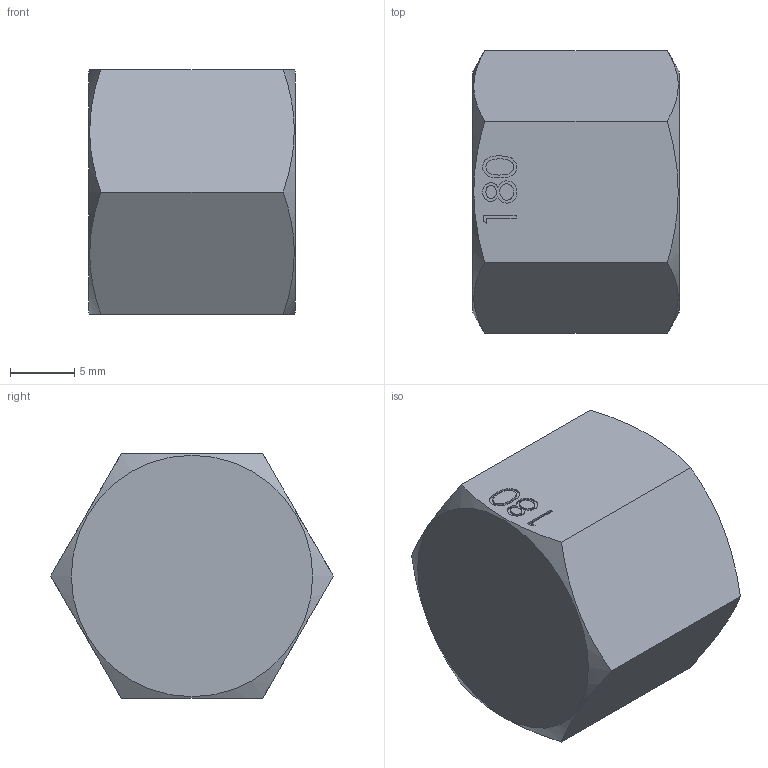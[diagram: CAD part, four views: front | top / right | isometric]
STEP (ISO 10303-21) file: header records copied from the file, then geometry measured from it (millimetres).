
FILE_DESCRIPTION (( 'STEP AP203' ), '1' );
FILE_NAME ('CAP-180BR-P.STEP', '2025-08-19T18:06:51', ( '' ), ( '' ), 'SwSTEP 2.0', 'SolidWorks 2018', '' );
FILE_SCHEMA (( 'CONFIG_CONTROL_DESIGN' ));
Length unit declared in the file: inch
Products named in the file (3): PRT-001131; PRT-000891; CAP-180BR-P
Assembly tree (2 placements, depth 2):
  CAP-180BR-P
    PRT-000891
    PRT-001131
Bounding box: 16.07 x 22 x 19.05 mm (x, y, z)
Volume: 3178.5 mm3; surface area: 2893.2 mm2
Topology: 2 solids, 2 shells, 73 faces, 351 edges, 289 vertices
Faces by surface type: bspline 30, plane 23, cylinder 14, cone 6
Entity records: 9908 total; most frequent: CARTESIAN_POINT 7279, ORIENTED_EDGE 702, EDGE_CURVE 351, VERTEX_POINT 289, B_SPLINE_CURVE_WITH_KNOTS 266, DIRECTION 194, EDGE_LOOP 80, FACE_OUTER_BOUND 73
